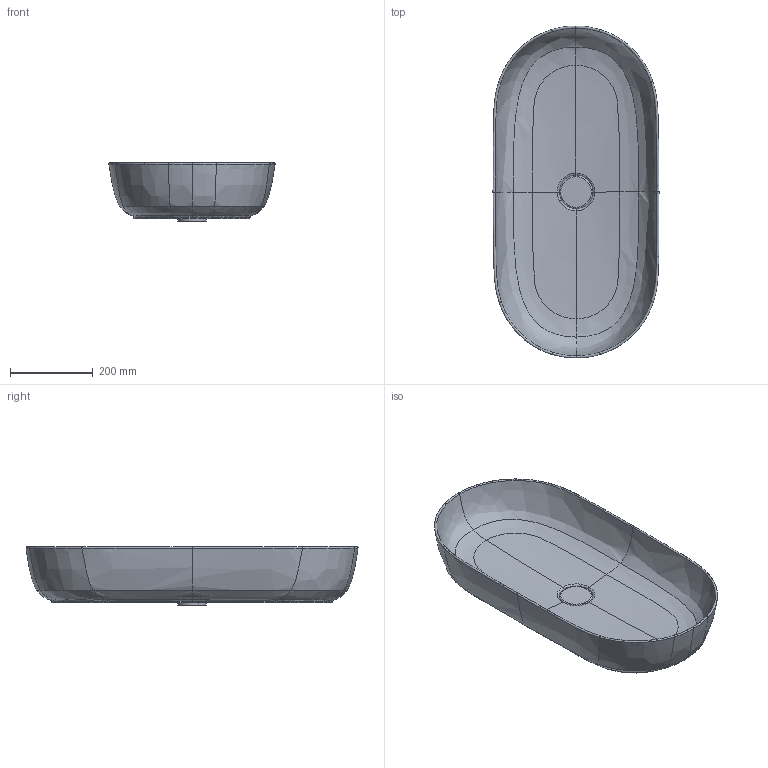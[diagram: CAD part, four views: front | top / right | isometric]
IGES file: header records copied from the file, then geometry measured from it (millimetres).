
Global section: file name: No Iges File Name specified; native system: Autodesk Inventor 2011; preprocessor: AutoDesk Inventor Iges Exporter R2011; author: Administrator; date: 20170620.140510; units: millimetre
Bounding box: 400.1 x 800.1 x 140.32 mm (x, y, z)
Volume: 8048919.4 mm3; surface area: 922456.5 mm2
Topology: 3 solids, 3 shells, 189 faces, 433 edges, 253 vertices
Faces by surface type: bspline 136, revolution 19, plane 15, cylinder 9, torus 6, cone 4
